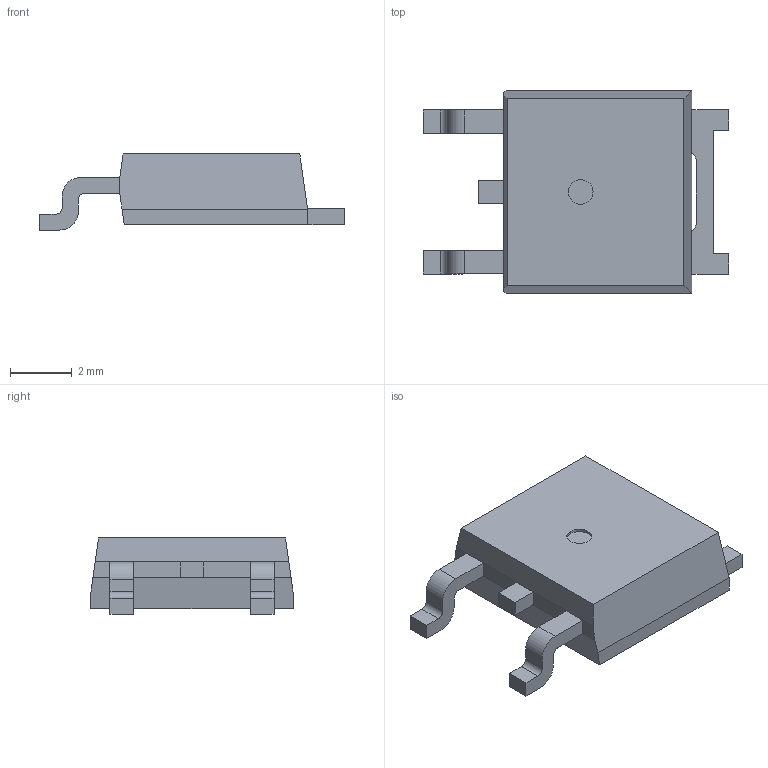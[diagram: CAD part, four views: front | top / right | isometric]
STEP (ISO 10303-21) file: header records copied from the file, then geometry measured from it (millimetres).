
FILE_DESCRIPTION((''),'2;1');
FILE_NAME('NDP0003B_ASM','2018-03-19T08:17:49',('a0412086'),(''),'CREO PARAMETRIC BY PTC INC, 2017260','CREO PARAMETRIC BY PTC INC, 2017260','');
FILE_SCHEMA(('AUTOMOTIVE_DESIGN { 1 0 10303 214 1 1 1 1 }'));
Length unit declared in the file: millimetre
Products named in the file (5): BODY_NDP0003B; HSINK_NDP0003B; LEAD_NDP0003B; CLEAD_NDP0003B; NDP0003B_ASM
Assembly tree (5 placements, depth 2):
  NDP0003B_ASM
    BODY_NDP0003B
    HSINK_NDP0003B
    LEAD_NDP0003B  x2
    CLEAD_NDP0003B
Bounding box: 9.91 x 6.58 x 2.47 mm (x, y, z)
Volume: 92.6 mm3; surface area: 227.3 mm2
Topology: 5 solids, 5 shells, 88 faces, 229 edges, 152 vertices
Faces by surface type: plane 74, cylinder 14
Entity records: 3402 total; most frequent: CARTESIAN_POINT 470, DIRECTION 444, ORIENTED_EDGE 386, PRESENTATION_STYLE_ASSIGNMENT 197, STYLED_ITEM 197, CURVE_STYLE 193, EDGE_CURVE 193, VECTOR 171
